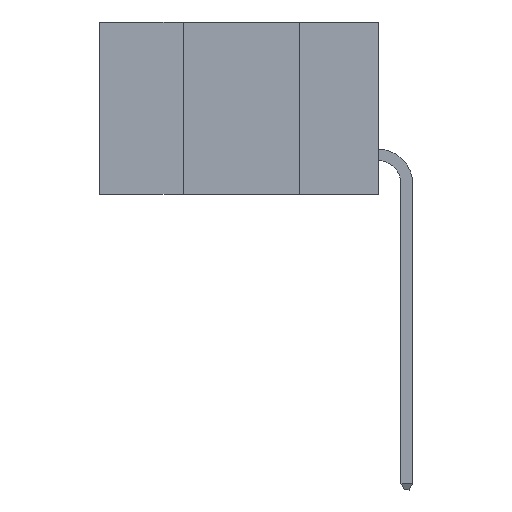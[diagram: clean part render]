
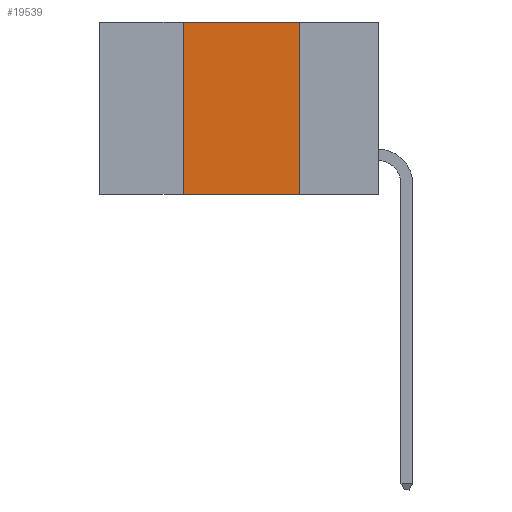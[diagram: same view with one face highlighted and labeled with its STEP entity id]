
A CAD part, left-side view. The second image highlights one B-rep face of the part: STEP entity #19539.
In plain terms, the highlighted planar face has unit normal (-1, 0, 0).
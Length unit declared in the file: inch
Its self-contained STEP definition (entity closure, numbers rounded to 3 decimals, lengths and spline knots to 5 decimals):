
#739 = DIRECTION ( 'NONE',  ( 1., 0., 0. ) ) ;
#993 = ORIENTED_EDGE ( 'NONE', *, *, #10996, .T. ) ;
#1151 = EDGE_CURVE ( 'NONE', #6973, #20966, #13192, .T. ) ;
#2070 = CARTESIAN_POINT ( 'NONE',  ( 0., 0.42, 0. ) ) ;
#2895 = ORIENTED_EDGE ( 'NONE', *, *, #8617, .F. ) ;
#3671 = CARTESIAN_POINT ( 'NONE',  ( 0., 0.42, -0.37 ) ) ;
#4658 = LINE ( 'NONE', #21517, #17983 ) ;
#5196 = VECTOR ( 'NONE', #13571, 39.37008 ) ;
#5321 = CARTESIAN_POINT ( 'NONE',  ( 0., 0.17, -0.37 ) ) ;
#6973 = VERTEX_POINT ( 'NONE', #23715 ) ;
#7600 = EDGE_CURVE ( 'NONE', #10769, #6973, #23561, .T. ) ;
#8400 = DIRECTION ( 'NONE',  ( 0., 0., -1. ) ) ;
#8617 = EDGE_CURVE ( 'NONE', #20966, #10277, #4658, .T. ) ;
#8859 = DIRECTION ( 'NONE',  ( 0., -1., 0. ) ) ;
#10277 = VERTEX_POINT ( 'NONE', #5321 ) ;
#10769 = VERTEX_POINT ( 'NONE', #3671 ) ;
#10996 = EDGE_CURVE ( 'NONE', #10769, #10277, #14759, .T. ) ;
#11455 = CARTESIAN_POINT ( 'NONE',  ( 0., 0.17, 0. ) ) ;
#13192 = LINE ( 'NONE', #21106, #26253 ) ;
#13571 = DIRECTION ( 'NONE',  ( 0., -1., 0. ) ) ;
#14736 = ORIENTED_EDGE ( 'NONE', *, *, #7600, .F. ) ;
#14759 = LINE ( 'NONE', #24522, #5196 ) ;
#15009 = EDGE_LOOP ( 'NONE', ( #2895, #28085, #14736, #993 ) ) ;
#15307 = AXIS2_PLACEMENT_3D ( 'NONE', #18083, #739, #20471 ) ;
#17313 = DIRECTION ( 'NONE',  ( 0., 0., 1. ) ) ;
#17983 = VECTOR ( 'NONE', #8400, 39.37008 ) ;
#18083 = CARTESIAN_POINT ( 'NONE',  ( 0., 0.6, 0. ) ) ;
#18380 = VECTOR ( 'NONE', #17313, 39.37008 ) ;
#19539 = ADVANCED_FACE ( 'NONE', ( #26672 ), #24735, .F. ) ;
#20471 = DIRECTION ( 'NONE',  ( 0., 0., -1. ) ) ;
#20966 = VERTEX_POINT ( 'NONE', #11455 ) ;
#21106 = CARTESIAN_POINT ( 'NONE',  ( 0., 0.6, 0. ) ) ;
#21517 = CARTESIAN_POINT ( 'NONE',  ( 0., 0.17, 0. ) ) ;
#23561 = LINE ( 'NONE', #2070, #18380 ) ;
#23715 = CARTESIAN_POINT ( 'NONE',  ( 0., 0.42, 0. ) ) ;
#24522 = CARTESIAN_POINT ( 'NONE',  ( 0., 0.6, -0.37 ) ) ;
#24735 = PLANE ( 'NONE',  #15307 ) ;
#26253 = VECTOR ( 'NONE', #8859, 39.37008 ) ;
#26672 = FACE_OUTER_BOUND ( 'NONE', #15009, .T. ) ;
#28085 = ORIENTED_EDGE ( 'NONE', *, *, #1151, .F. ) ;
